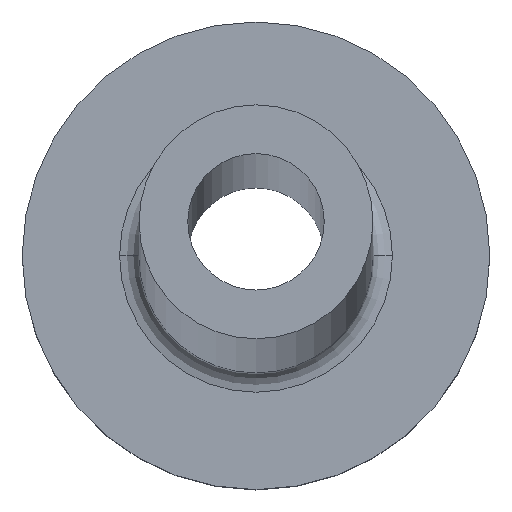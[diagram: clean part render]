
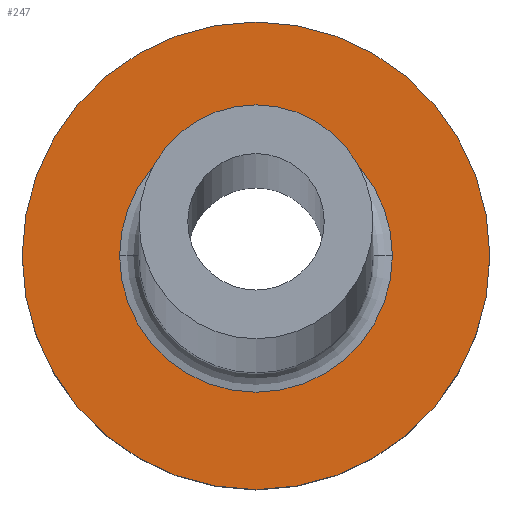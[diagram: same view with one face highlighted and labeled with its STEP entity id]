
A CAD part, top view. The second image highlights one B-rep face of the part: STEP entity #247.
In plain terms, the highlighted planar face has unit normal (0, 0, 1).
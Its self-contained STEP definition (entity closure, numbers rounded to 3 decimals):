
#17 = CARTESIAN_POINT ( 'NONE',  ( 6., 0., 5. ) ) ;
#25 = DIRECTION ( 'NONE',  ( 0., 0., 1. ) ) ;
#41 = DIRECTION ( 'NONE',  ( 0., 0., -1. ) ) ;
#45 = CARTESIAN_POINT ( 'NONE',  ( 3.5, 0., 5. ) ) ;
#48 = CARTESIAN_POINT ( 'NONE',  ( 0., 0., 5. ) ) ;
#52 = CIRCLE ( 'NONE', #264, 6. ) ;
#53 = PLANE ( 'NONE',  #338 ) ;
#61 = AXIS2_PLACEMENT_3D ( 'NONE', #106, #303, #252 ) ;
#63 = VERTEX_POINT ( 'NONE', #17 ) ;
#73 = EDGE_CURVE ( 'NONE', #197, #156, #245, .T. ) ;
#78 = DIRECTION ( 'NONE',  ( 1., 0., 0. ) ) ;
#80 = CARTESIAN_POINT ( 'NONE',  ( -6., 0., 5. ) ) ;
#82 = CARTESIAN_POINT ( 'NONE',  ( 0., 0., 5. ) ) ;
#83 = EDGE_CURVE ( 'NONE', #156, #197, #274, .T. ) ;
#88 = DIRECTION ( 'NONE',  ( 1., 0., 0. ) ) ;
#93 = ORIENTED_EDGE ( 'NONE', *, *, #306, .T. ) ;
#100 = AXIS2_PLACEMENT_3D ( 'NONE', #48, #378, #88 ) ;
#102 = ORIENTED_EDGE ( 'NONE', *, *, #73, .T. ) ;
#106 = CARTESIAN_POINT ( 'NONE',  ( 0., 0., 5. ) ) ;
#128 = VERTEX_POINT ( 'NONE', #80 ) ;
#142 = DIRECTION ( 'NONE',  ( 1., 0., 0. ) ) ;
#143 = CARTESIAN_POINT ( 'NONE',  ( -3.5, 0., 5. ) ) ;
#156 = VERTEX_POINT ( 'NONE', #45 ) ;
#161 = AXIS2_PLACEMENT_3D ( 'NONE', #335, #41, #78 ) ;
#173 = CARTESIAN_POINT ( 'NONE',  ( 0., 0., 5. ) ) ;
#196 = FACE_OUTER_BOUND ( 'NONE', #381, .T. ) ;
#197 = VERTEX_POINT ( 'NONE', #143 ) ;
#204 = EDGE_CURVE ( 'NONE', #128, #63, #308, .T. ) ;
#208 = ORIENTED_EDGE ( 'NONE', *, *, #83, .T. ) ;
#245 = CIRCLE ( 'NONE', #61, 3.5 ) ;
#247 = ADVANCED_FACE ( 'NONE', ( #312, #196 ), #53, .T. ) ;
#252 = DIRECTION ( 'NONE',  ( 1., 0., 0. ) ) ;
#264 = AXIS2_PLACEMENT_3D ( 'NONE', #173, #25, #142 ) ;
#274 = CIRCLE ( 'NONE', #161, 3.5 ) ;
#282 = DIRECTION ( 'NONE',  ( 0., 0., 1. ) ) ;
#291 = ORIENTED_EDGE ( 'NONE', *, *, #204, .T. ) ;
#303 = DIRECTION ( 'NONE',  ( 0., 0., -1. ) ) ;
#306 = EDGE_CURVE ( 'NONE', #63, #128, #52, .T. ) ;
#308 = CIRCLE ( 'NONE', #100, 6. ) ;
#312 = FACE_BOUND ( 'NONE', #376, .T. ) ;
#335 = CARTESIAN_POINT ( 'NONE',  ( 0., 0., 5. ) ) ;
#338 = AXIS2_PLACEMENT_3D ( 'NONE', #82, #282, #373 ) ;
#373 = DIRECTION ( 'NONE',  ( 1., 0., 0. ) ) ;
#376 = EDGE_LOOP ( 'NONE', ( #208, #102 ) ) ;
#378 = DIRECTION ( 'NONE',  ( 0., 0., 1. ) ) ;
#381 = EDGE_LOOP ( 'NONE', ( #291, #93 ) ) ;
